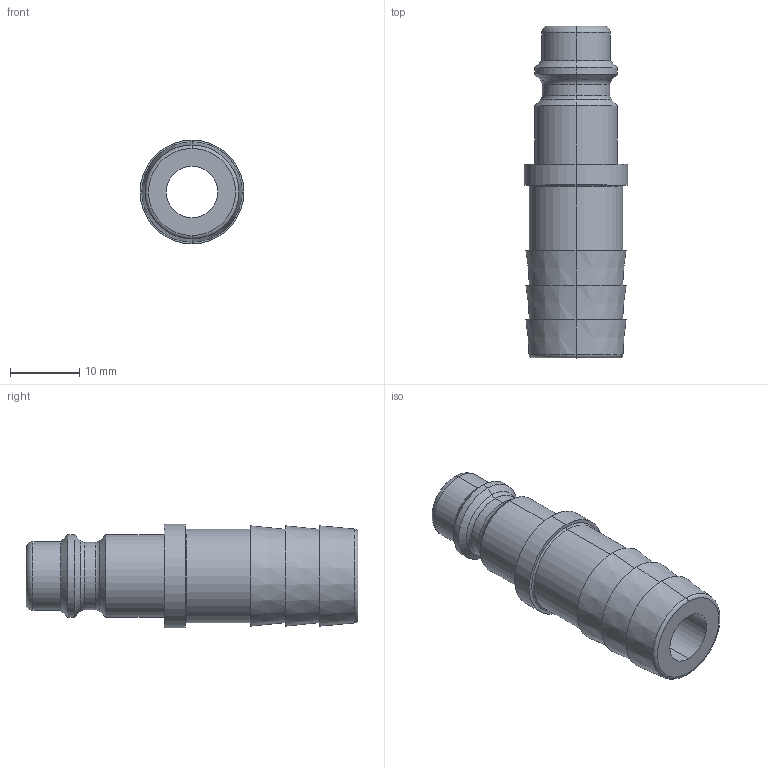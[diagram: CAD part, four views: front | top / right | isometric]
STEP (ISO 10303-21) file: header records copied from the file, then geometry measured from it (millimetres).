
FILE_DESCRIPTION (( 'STEP AP203' ), '1' );
FILE_NAME ('07261280.STEP', '2011-06-16T14:25:42', ( 'SP' ), ( 'sopra-pneumatic' ), 'SwSTEP 2.0', 'SolidWorks 2011', '' );
FILE_SCHEMA (( 'CONFIG_CONTROL_DESIGN' ));
Length unit declared in the file: millimetre
Products named in the file (1): 07261280
Bounding box: 15 x 48 x 15 mm (x, y, z)
Volume: 4074.7 mm3; surface area: 3366.7 mm2
Topology: 1 solids, 1 shells, 43 faces, 86 edges, 50 vertices
Faces by surface type: cylinder 14, cone 12, torus 10, plane 7
Entity records: 1205 total; most frequent: DIRECTION 234, CARTESIAN_POINT 180, ORIENTED_EDGE 172, AXIS2_PLACEMENT_3D 104, EDGE_CURVE 86, CIRCLE 60, VERTEX_POINT 50, EDGE_LOOP 50
